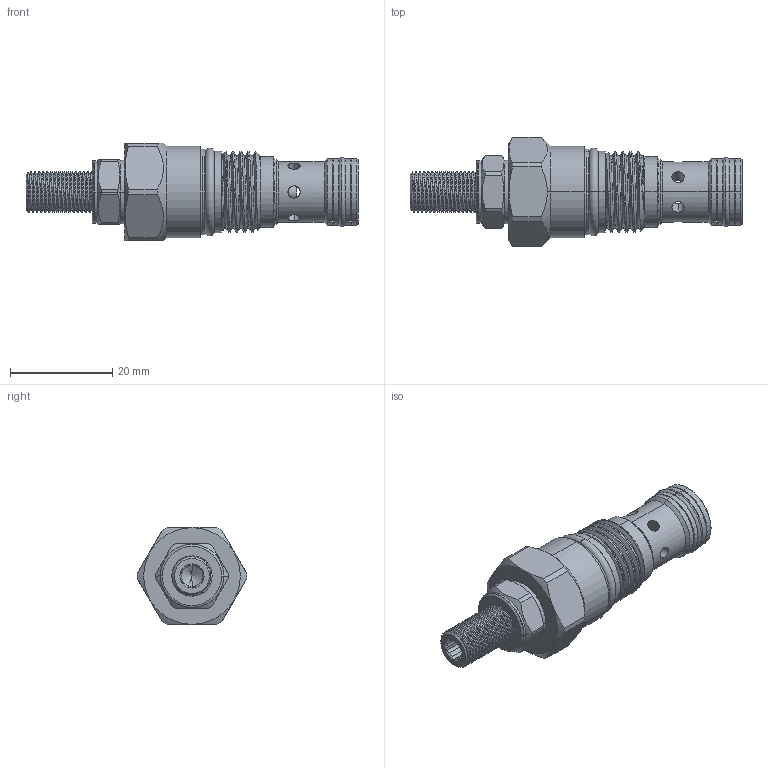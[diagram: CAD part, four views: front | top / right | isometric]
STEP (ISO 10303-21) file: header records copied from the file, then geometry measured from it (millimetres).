
FILE_DESCRIPTION (( 'STEP AP203' ), '1' );
FILE_NAME ('NV162A20-L.STEP', '2019-08-16T06:47:50', ( '' ), ( '' ), 'SwSTEP 2.0', 'SolidWorks 2018', '' );
FILE_SCHEMA (( 'CONFIG_CONTROL_DESIGN' ));
Length unit declared in the file: centimetre
Products named in the file (1): NV162A20-L
Bounding box: 64.95 x 21.4 x 19.05 mm (x, y, z)
Volume: 9535.2 mm3; surface area: 5195.4 mm2
Topology: 4 solids, 4 shells, 226 faces, 559 edges, 351 vertices
Faces by surface type: cylinder 117, plane 49, cone 43, torus 12, bspline 5
Entity records: 13748 total; most frequent: CARTESIAN_POINT 8576, ORIENTED_EDGE 1114, DIRECTION 1021, EDGE_CURVE 557, AXIS2_PLACEMENT_3D 411, VERTEX_POINT 351, EDGE_LOOP 256, FACE_OUTER_BOUND 226
